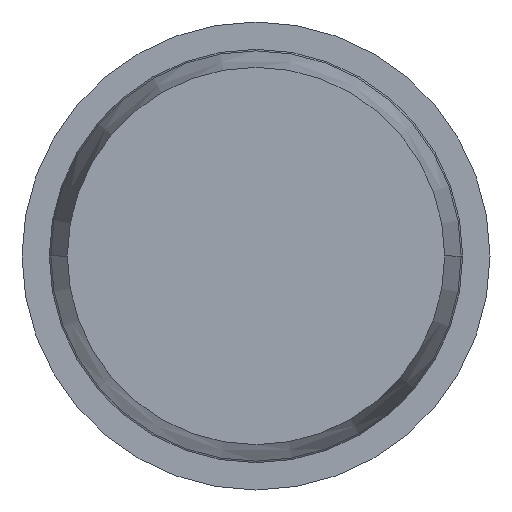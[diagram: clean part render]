
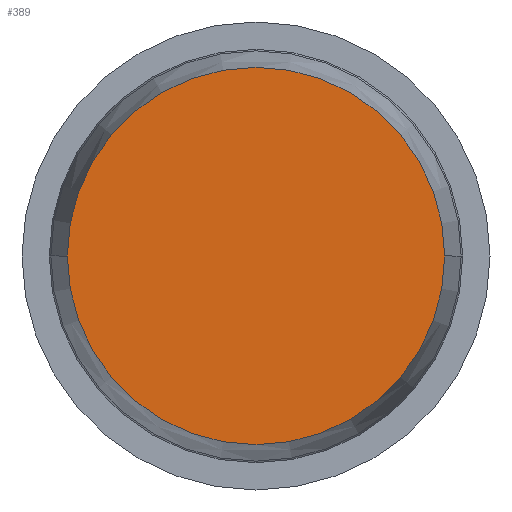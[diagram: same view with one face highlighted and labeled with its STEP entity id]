
A CAD part, front view. The second image highlights one B-rep face of the part: STEP entity #389.
In plain terms, the highlighted planar face has unit normal (0, -1, 0).
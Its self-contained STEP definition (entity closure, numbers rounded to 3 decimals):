
#160 = ORIENTED_EDGE ( 'NONE', *, *, #1788, .T. ) ;
#298 = FACE_OUTER_BOUND ( 'NONE', #733, .T. ) ;
#389 = ADVANCED_FACE ( 'Defeature ausgef�hrt1_0', ( #298 ), #1514, .T. ) ;
#462 = CARTESIAN_POINT ( 'NONE',  ( 1.209, -19., 0. ) ) ;
#733 = EDGE_LOOP ( 'NONE', ( #2874, #160 ) ) ;
#850 = AXIS2_PLACEMENT_3D ( 'NONE', #2260, #984, #2551 ) ;
#873 = CARTESIAN_POINT ( 'NONE',  ( 0., -19., 0. ) ) ;
#984 = DIRECTION ( 'NONE',  ( 0., -1., 0. ) ) ;
#989 = EDGE_CURVE ( 'Defeature ausgef�hrt1_0+Defeature ausgef�hrt1_10+Defeature ausgef�hrt1_10+Defeature ausgef�hrt1_10', #1356, #3202, #2335, .T. ) ;
#1171 = CARTESIAN_POINT ( 'NONE',  ( 0., -19., 0. ) ) ;
#1206 = CARTESIAN_POINT ( 'NONE',  ( -1.209, -19., 0. ) ) ;
#1356 = VERTEX_POINT ( 'NONE', #1206 ) ;
#1396 = AXIS2_PLACEMENT_3D ( 'NONE', #873, #3650, #1834 ) ;
#1514 = PLANE ( 'NONE',  #1396 ) ;
#1718 = AXIS2_PLACEMENT_3D ( 'NONE', #1171, #1765, #2985 ) ;
#1765 = DIRECTION ( 'NONE',  ( 0., -1., 0. ) ) ;
#1788 = EDGE_CURVE ( 'Defeature ausgef�hrt1_0+Defeature ausgef�hrt1_10+Defeature ausgef�hrt1_10+Defeature ausgef�hrt1_10', #3202, #1356, #3898, .T. ) ;
#1834 = DIRECTION ( 'NONE',  ( 1., 0., 0. ) ) ;
#2260 = CARTESIAN_POINT ( 'NONE',  ( 0., -19., 0. ) ) ;
#2335 = CIRCLE ( 'NONE', #850, 1.209 ) ;
#2551 = DIRECTION ( 'NONE',  ( 1., 0., 0. ) ) ;
#2874 = ORIENTED_EDGE ( 'NONE', *, *, #989, .T. ) ;
#2985 = DIRECTION ( 'NONE',  ( 1., 0., 0. ) ) ;
#3202 = VERTEX_POINT ( 'NONE', #462 ) ;
#3650 = DIRECTION ( 'NONE',  ( 0., -1., 0. ) ) ;
#3898 = CIRCLE ( 'NONE', #1718, 1.209 ) ;
